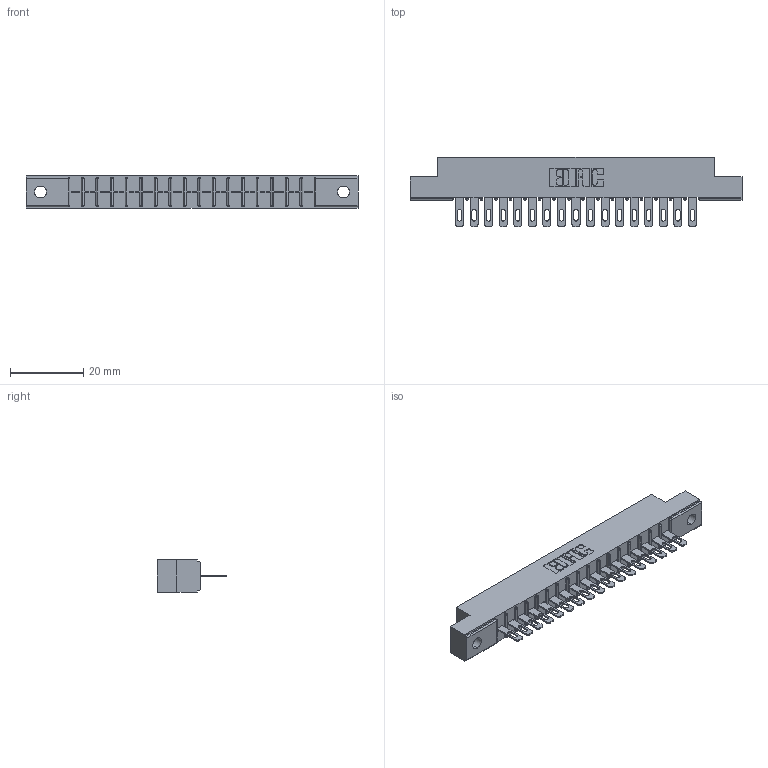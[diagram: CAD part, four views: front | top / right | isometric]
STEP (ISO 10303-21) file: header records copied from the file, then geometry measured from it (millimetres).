
FILE_DESCRIPTION (( 'STEP AP203' ), '1' );
FILE_NAME ('316-017-500-102.STEP', '2018-07-31T01:03:59', ( '' ), ( '' ), 'SwSTEP 2.0', 'SolidWorks 2016', '' );
FILE_SCHEMA (( 'CONFIG_CONTROL_DESIGN' ));
Length unit declared in the file: inch
Products named in the file (3): 306 Part_.128 Dia; 306-290-001_100; 316-017-500-102
Assembly tree (18 placements, depth 2):
  316-017-500-102
    306 Part_.128 Dia
    306-290-001_100  x17
Bounding box: 90.37 x 18.87 x 8.71 mm (x, y, z)
Volume: 6180.7 mm3; surface area: 8980.5 mm2
Topology: 18 solids, 18 shells, 1408 faces, 3971 edges, 2554 vertices
Faces by surface type: plane 918, cylinder 422, sphere 68
Entity records: 19258 total; most frequent: CARTESIAN_POINT 3230, ORIENTED_EDGE 3198, DIRECTION 3189, EDGE_CURVE 1599, VECTOR 1235, LINE 1235, VERTEX_POINT 1018, AXIS2_PLACEMENT_3D 977
